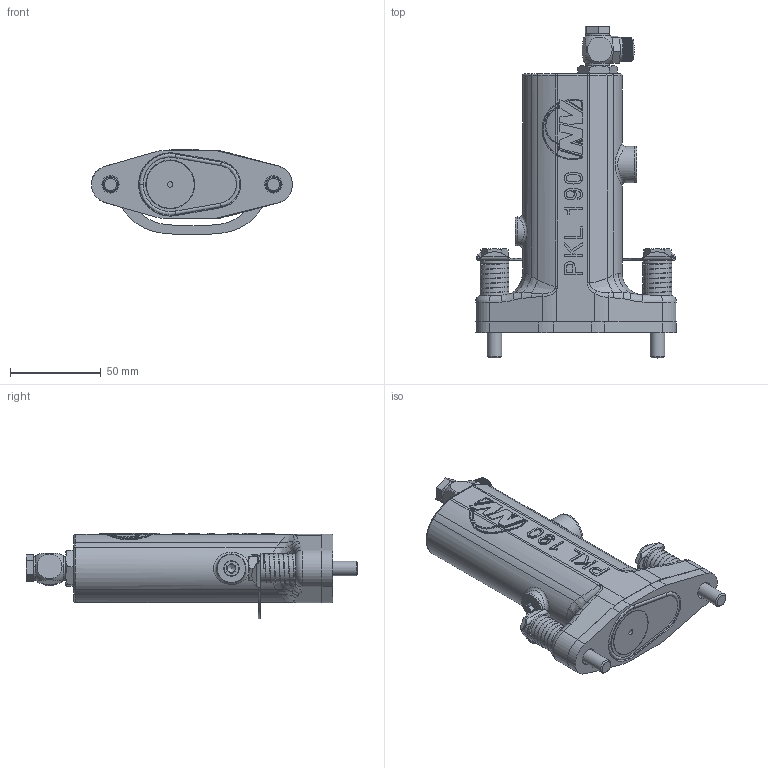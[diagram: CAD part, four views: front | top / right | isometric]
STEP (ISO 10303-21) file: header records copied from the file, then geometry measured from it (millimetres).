
FILE_DESCRIPTION (( 'STEP AP214' ), '1' );
FILE_NAME ('PKL 190 EE.STEP', '2015-03-30T07:51:27', ( 'Netter' ), ( 'Microsoft' ), 'SwSTEP 2.0', 'SolidWorks 2015', '' );
FILE_SCHEMA (( 'AUTOMOTIVE_DESIGN' ));
Length unit declared in the file: millimetre
Products named in the file (1): PKL 190 EE
Bounding box: 110.96 x 183.4 x 47.36 mm (x, y, z)
Volume: 296928.9 mm3; surface area: 63221.4 mm2
Topology: 13 solids, 13 shells, 1992 faces, 5470 edges, 3541 vertices
Faces by surface type: cone 848, cylinder 514, plane 475, bspline 130, torus 24, sphere 1
Full cylindrical faces by diameter (mm): 3 x1, 3.5 x2, 4.5 x2, 6.4 x1, 8 x2, 8.3 x1, 8.4 x2, 8.5 x3, 8.566 x2, 9 x2, 9.5 x2, 9.67 x1, 9.73 x2, 10 x2, 10.1 x1, 11.445 x2, 11.87 x1, 13 x1, 13.16 x1, 13.65 x1, 14.95 x1, 16 x14, 16.662 x1, 20 x1, 23 x1, 26.5 x1, 27 x1
Entity records: 70750 total; most frequent: CARTESIAN_POINT 23715, ORIENTED_EDGE 10654, DIRECTION 8618, EDGE_CURVE 5327, AXIS2_PLACEMENT_3D 3528, VERTEX_POINT 3487, EDGE_LOOP 2122, B_SPLINE_CURVE_WITH_KNOTS 2041
